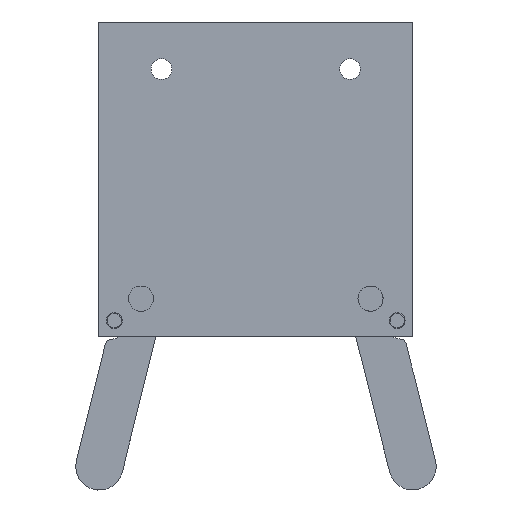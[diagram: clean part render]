
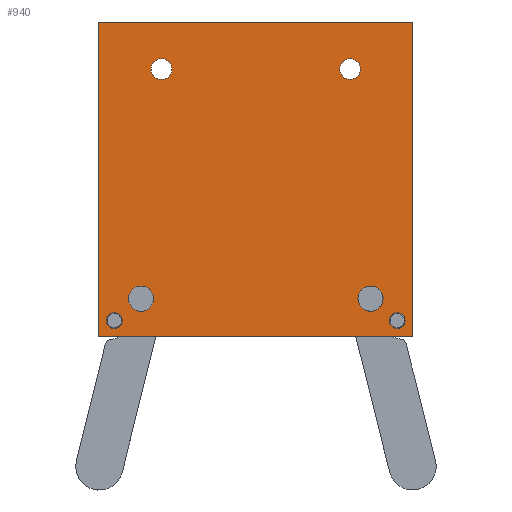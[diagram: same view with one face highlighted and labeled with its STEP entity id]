
A CAD part, top view. The second image highlights one B-rep face of the part: STEP entity #940.
In plain terms, the highlighted planar face has unit normal (0, 0, 1).
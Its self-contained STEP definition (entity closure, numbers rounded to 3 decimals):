
#93=LINE('',#1739,#149);
#96=LINE('',#1745,#152);
#99=LINE('',#1751,#155);
#102=LINE('',#1755,#158);
#149=VECTOR('',#1461,10.);
#152=VECTOR('',#1466,10.);
#155=VECTOR('',#1471,10.);
#158=VECTOR('',#1476,10.);
#203=PLANE('',#1177);
#255=FACE_BOUND('',#394,.T.);
#256=FACE_BOUND('',#395,.T.);
#257=FACE_BOUND('',#396,.T.);
#258=FACE_BOUND('',#397,.T.);
#259=FACE_BOUND('',#398,.T.);
#260=FACE_BOUND('',#399,.T.);
#315=FACE_OUTER_BOUND('',#393,.T.);
#393=EDGE_LOOP('',(#874,#875,#876,#877));
#394=EDGE_LOOP('',(#878));
#395=EDGE_LOOP('',(#879));
#396=EDGE_LOOP('',(#880));
#397=EDGE_LOOP('',(#881));
#398=EDGE_LOOP('',(#882));
#399=EDGE_LOOP('',(#883));
#446=CIRCLE('',#1155,2.5);
#448=CIRCLE('',#1158,2.5);
#450=CIRCLE('',#1161,4.);
#452=CIRCLE('',#1164,4.);
#455=CIRCLE('',#1168,3.3);
#457=CIRCLE('',#1171,3.3);
#522=VERTEX_POINT('',#1703);
#524=VERTEX_POINT('',#1708);
#526=VERTEX_POINT('',#1713);
#528=VERTEX_POINT('',#1718);
#531=VERTEX_POINT('',#1725);
#533=VERTEX_POINT('',#1730);
#536=VERTEX_POINT('',#1736);
#537=VERTEX_POINT('',#1738);
#539=VERTEX_POINT('',#1744);
#541=VERTEX_POINT('',#1750);
#632=EDGE_CURVE('',#522,#522,#446,.T.);
#634=EDGE_CURVE('',#524,#524,#448,.T.);
#636=EDGE_CURVE('',#526,#526,#450,.T.);
#638=EDGE_CURVE('',#528,#528,#452,.T.);
#641=EDGE_CURVE('',#531,#531,#455,.T.);
#643=EDGE_CURVE('',#533,#533,#457,.T.);
#646=EDGE_CURVE('',#537,#536,#93,.T.);
#649=EDGE_CURVE('',#539,#537,#96,.T.);
#652=EDGE_CURVE('',#541,#539,#99,.T.);
#655=EDGE_CURVE('',#536,#541,#102,.T.);
#874=ORIENTED_EDGE('',*,*,#655,.T.);
#875=ORIENTED_EDGE('',*,*,#652,.T.);
#876=ORIENTED_EDGE('',*,*,#649,.T.);
#877=ORIENTED_EDGE('',*,*,#646,.T.);
#878=ORIENTED_EDGE('',*,*,#632,.T.);
#879=ORIENTED_EDGE('',*,*,#634,.T.);
#880=ORIENTED_EDGE('',*,*,#636,.T.);
#881=ORIENTED_EDGE('',*,*,#638,.T.);
#882=ORIENTED_EDGE('',*,*,#641,.T.);
#883=ORIENTED_EDGE('',*,*,#643,.T.);
#940=ADVANCED_FACE('',(#315,#255,#256,#257,#258,#259,#260),#203,.T.);
#1155=AXIS2_PLACEMENT_3D('',#1704,#1423,#1424);
#1158=AXIS2_PLACEMENT_3D('',#1709,#1429,#1430);
#1161=AXIS2_PLACEMENT_3D('',#1714,#1435,#1436);
#1164=AXIS2_PLACEMENT_3D('',#1719,#1441,#1442);
#1168=AXIS2_PLACEMENT_3D('',#1726,#1449,#1450);
#1171=AXIS2_PLACEMENT_3D('',#1731,#1455,#1456);
#1177=AXIS2_PLACEMENT_3D('',#1757,#1479,#1480);
#1423=DIRECTION('center_axis',(0.,0.,-1.));
#1424=DIRECTION('ref_axis',(1.,0.,0.));
#1429=DIRECTION('center_axis',(0.,0.,-1.));
#1430=DIRECTION('ref_axis',(1.,0.,0.));
#1435=DIRECTION('center_axis',(0.,0.,-1.));
#1436=DIRECTION('ref_axis',(1.,0.,0.));
#1441=DIRECTION('center_axis',(0.,0.,-1.));
#1442=DIRECTION('ref_axis',(1.,0.,0.));
#1449=DIRECTION('center_axis',(0.,0.,-1.));
#1450=DIRECTION('ref_axis',(1.,0.,0.));
#1455=DIRECTION('center_axis',(0.,0.,-1.));
#1456=DIRECTION('ref_axis',(1.,0.,0.));
#1461=DIRECTION('',(0.,-1.,0.));
#1466=DIRECTION('',(-1.,0.,0.));
#1471=DIRECTION('',(0.,1.,0.));
#1476=DIRECTION('',(1.,0.,0.));
#1479=DIRECTION('center_axis',(0.,0.,1.));
#1480=DIRECTION('ref_axis',(1.,0.,0.));
#1703=CARTESIAN_POINT('',(-97.5,95.,5.));
#1704=CARTESIAN_POINT('Origin',(-95.,95.,5.));
#1708=CARTESIAN_POINT('',(-7.5,95.,5.));
#1709=CARTESIAN_POINT('Origin',(-5.,95.,5.));
#1713=CARTESIAN_POINT('',(-17.5,88.,5.));
#1714=CARTESIAN_POINT('Origin',(-13.5,88.,5.));
#1718=CARTESIAN_POINT('',(-90.5,88.,5.));
#1719=CARTESIAN_POINT('Origin',(-86.5,88.,5.));
#1725=CARTESIAN_POINT('',(-83.3,15.,5.));
#1726=CARTESIAN_POINT('Origin',(-80.,15.,5.));
#1730=CARTESIAN_POINT('',(-23.3,15.,5.));
#1731=CARTESIAN_POINT('Origin',(-20.,15.,5.));
#1736=CARTESIAN_POINT('',(-100.,0.,5.));
#1738=CARTESIAN_POINT('',(-100.,100.,5.));
#1739=CARTESIAN_POINT('',(-100.,0.,5.));
#1744=CARTESIAN_POINT('',(0.,100.,5.));
#1745=CARTESIAN_POINT('',(-100.,100.,5.));
#1750=CARTESIAN_POINT('',(0.,0.,5.));
#1751=CARTESIAN_POINT('',(0.,100.,5.));
#1755=CARTESIAN_POINT('',(0.,0.,5.));
#1757=CARTESIAN_POINT('Origin',(-50.,50.,5.));
